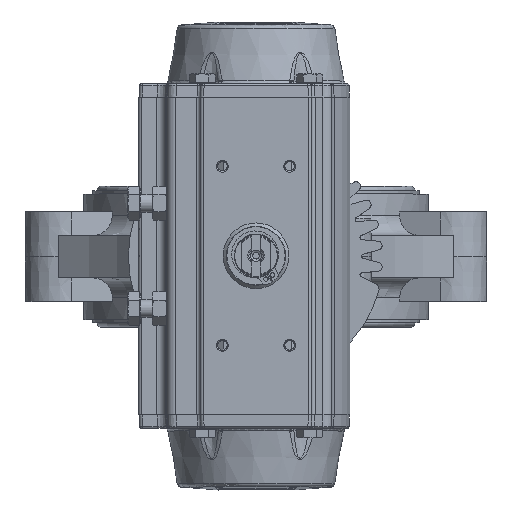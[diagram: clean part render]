
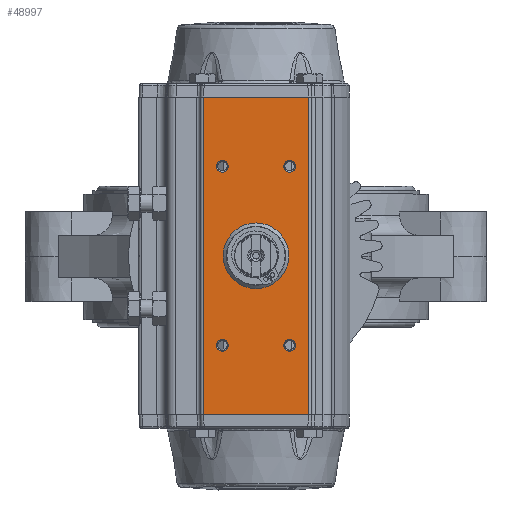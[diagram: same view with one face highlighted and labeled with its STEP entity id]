
A CAD part, top view. The second image highlights one B-rep face of the part: STEP entity #48997.
In plain terms, the highlighted planar face has unit normal (0, 0, 1).
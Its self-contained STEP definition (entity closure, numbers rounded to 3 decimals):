
#3866=CARTESIAN_POINT('',(0.,14.65,264.6));
#3867=VERTEX_POINT('',#3866);
#3868=CARTESIAN_POINT('',(0.,0.,264.6));
#3869=DIRECTION('',(0.0,0.0,-1.0));
#3870=DIRECTION('',(0.0,1.0,0.0));
#3871=AXIS2_PLACEMENT_3D('',#3868,#3869,#3870);
#3872=CIRCLE('',#3871,14.65);
#3873=EDGE_CURVE('',#3867,#3867,#3872,.T.);
#3905=CARTESIAN_POINT('',(15.,-37.35,264.6));
#3906=VERTEX_POINT('',#3905);
#3907=CARTESIAN_POINT('',(15.,-40.,264.6));
#3908=DIRECTION('',(0.0,0.0,-1.0));
#3909=DIRECTION('',(0.0,1.0,0.0));
#3910=AXIS2_PLACEMENT_3D('',#3907,#3908,#3909);
#3911=CIRCLE('',#3910,2.65);
#3912=EDGE_CURVE('',#3906,#3906,#3911,.T.);
#3933=CARTESIAN_POINT('',(-15.,-37.35,264.6));
#3934=VERTEX_POINT('',#3933);
#3935=CARTESIAN_POINT('',(-15.,-40.,264.6));
#3936=DIRECTION('',(0.0,0.0,-1.0));
#3937=DIRECTION('',(0.0,1.0,0.0));
#3938=AXIS2_PLACEMENT_3D('',#3935,#3936,#3937);
#3939=CIRCLE('',#3938,2.65);
#3940=EDGE_CURVE('',#3934,#3934,#3939,.T.);
#3961=CARTESIAN_POINT('',(-15.,42.65,264.6));
#3962=VERTEX_POINT('',#3961);
#3963=CARTESIAN_POINT('',(-15.,40.,264.6));
#3964=DIRECTION('',(0.0,0.0,-1.0));
#3965=DIRECTION('',(0.0,1.0,0.0));
#3966=AXIS2_PLACEMENT_3D('',#3963,#3964,#3965);
#3967=CIRCLE('',#3966,2.65);
#3968=EDGE_CURVE('',#3962,#3962,#3967,.T.);
#3989=CARTESIAN_POINT('',(15.,42.65,264.6));
#3990=VERTEX_POINT('',#3989);
#3991=CARTESIAN_POINT('',(15.,40.,264.6));
#3992=DIRECTION('',(0.0,0.0,-1.0));
#3993=DIRECTION('',(0.0,1.0,0.0));
#3994=AXIS2_PLACEMENT_3D('',#3991,#3992,#3993);
#3995=CIRCLE('',#3994,2.65);
#3996=EDGE_CURVE('',#3990,#3990,#3995,.T.);
#41451=CARTESIAN_POINT('',(-23.5,70.9,264.6));
#41452=VERTEX_POINT('',#41451);
#41460=CARTESIAN_POINT('',(23.5,70.9,264.6));
#41461=VERTEX_POINT('',#41460);
#41462=CARTESIAN_POINT('',(23.5,70.9,264.6));
#41463=DIRECTION('',(-1.0,0.0,0.0));
#41464=VECTOR('',#41463,47.);
#41465=LINE('',#41462,#41464);
#41466=EDGE_CURVE('',#41461,#41452,#41465,.T.);
#48941=CARTESIAN_POINT('',(23.5,-70.9,264.6));
#48942=VERTEX_POINT('',#48941);
#48943=CARTESIAN_POINT('',(23.5,-70.9,264.6));
#48944=DIRECTION('',(0.0,1.0,0.0));
#48945=VECTOR('',#48944,141.8);
#48946=LINE('',#48943,#48945);
#48947=EDGE_CURVE('',#48942,#41461,#48946,.T.);
#48959=CARTESIAN_POINT('',(23.5,-70.9,264.6));
#48960=DIRECTION('',(0.0,0.0,1.0));
#48961=DIRECTION('',(0.0,1.0,0.0));
#48962=AXIS2_PLACEMENT_3D('',#48959,#48960,#48961);
#48963=PLANE('',#48962);
#48964=CARTESIAN_POINT('',(-23.5,-70.9,264.6));
#48965=VERTEX_POINT('',#48964);
#48966=CARTESIAN_POINT('',(23.5,-70.9,264.6));
#48967=DIRECTION('',(-1.0,0.0,0.0));
#48968=VECTOR('',#48967,47.);
#48969=LINE('',#48966,#48968);
#48970=EDGE_CURVE('',#48942,#48965,#48969,.T.);
#48971=ORIENTED_EDGE('',*,*,#48970,.F.);
#48972=ORIENTED_EDGE('',*,*,#48947,.T.);
#48973=ORIENTED_EDGE('',*,*,#41466,.T.);
#48974=CARTESIAN_POINT('',(-23.5,70.9,264.6));
#48975=DIRECTION('',(0.0,-1.0,0.0));
#48976=VECTOR('',#48975,141.8);
#48977=LINE('',#48974,#48976);
#48978=EDGE_CURVE('',#41452,#48965,#48977,.T.);
#48979=ORIENTED_EDGE('',*,*,#48978,.T.);
#48980=EDGE_LOOP('',(#48971,#48972,#48973,#48979));
#48981=FACE_OUTER_BOUND('',#48980,.T.);
#48982=ORIENTED_EDGE('',*,*,#3912,.T.);
#48983=EDGE_LOOP('',(#48982));
#48984=FACE_BOUND('',#48983,.T.);
#48985=ORIENTED_EDGE('',*,*,#3940,.T.);
#48986=EDGE_LOOP('',(#48985));
#48987=FACE_BOUND('',#48986,.T.);
#48988=ORIENTED_EDGE('',*,*,#3968,.T.);
#48989=EDGE_LOOP('',(#48988));
#48990=FACE_BOUND('',#48989,.T.);
#48991=ORIENTED_EDGE('',*,*,#3996,.T.);
#48992=EDGE_LOOP('',(#48991));
#48993=FACE_BOUND('',#48992,.T.);
#48994=ORIENTED_EDGE('',*,*,#3873,.T.);
#48995=EDGE_LOOP('',(#48994));
#48996=FACE_BOUND('',#48995,.T.);
#48997=ADVANCED_FACE('',(#48981,#48984,#48987,#48990,#48993,#48996),#48963,.T.);
